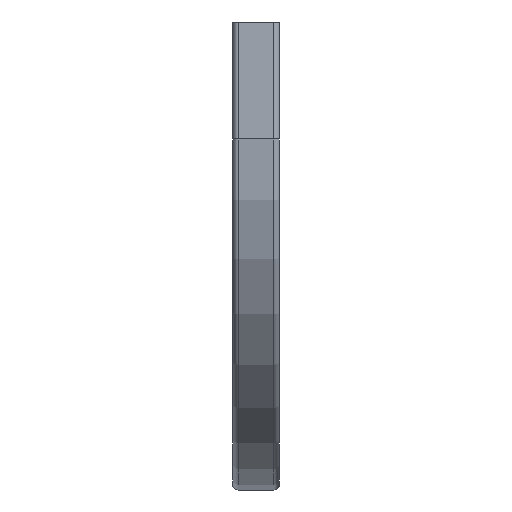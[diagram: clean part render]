
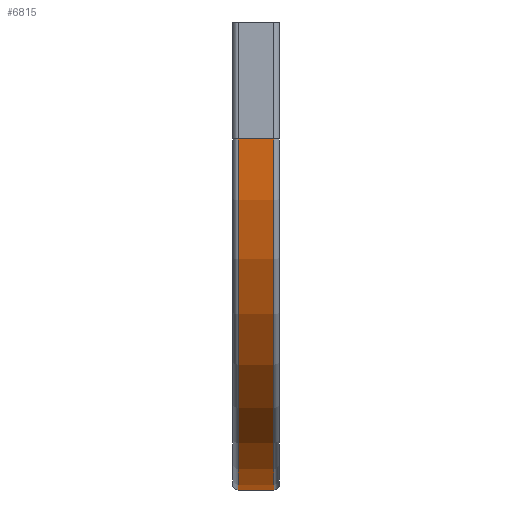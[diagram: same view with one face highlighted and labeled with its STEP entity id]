
A CAD part, left-side view. The second image highlights one B-rep face of the part: STEP entity #6815.
In plain terms, the highlighted cylindrical face has radius 450 mm (diameter 900 mm), a partial arc.
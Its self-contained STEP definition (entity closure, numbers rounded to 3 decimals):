
#205 = DIRECTION ( 'NONE',  ( 1., 0., 0. ) ) ;
#219 = DIRECTION ( 'NONE',  ( 0., 1., 0. ) ) ;
#232 = CARTESIAN_POINT ( 'NONE',  ( 315., 22.5, -150. ) ) ;
#625 = DIRECTION ( 'NONE',  ( 0., 1., 0. ) ) ;
#661 = CARTESIAN_POINT ( 'NONE',  ( -135., 6.791, -150. ) ) ;
#687 = CARTESIAN_POINT ( 'NONE',  ( 315., 6.791, -600. ) ) ;
#700 = DIRECTION ( 'NONE',  ( 0., 1., 0. ) ) ;
#830 = AXIS2_PLACEMENT_3D ( 'NONE', #232, #219, #205 ) ;
#1089 = ORIENTED_EDGE ( 'NONE', *, *, #6500, .T. ) ;
#1430 = AXIS2_PLACEMENT_3D ( 'NONE', #2017, #1998, #2038 ) ;
#1659 = EDGE_CURVE ( 'NONE', #4161, #3277, #7625, .T. ) ;
#1998 = DIRECTION ( 'NONE',  ( 0., 1., 0. ) ) ;
#2017 = CARTESIAN_POINT ( 'NONE',  ( 315., 0., -150. ) ) ;
#2038 = DIRECTION ( 'NONE',  ( 1., 0., 0. ) ) ;
#2070 = CYLINDRICAL_SURFACE ( 'NONE', #1430, 450. ) ;
#2197 = VECTOR ( 'NONE', #625, 1000. ) ;
#2352 = CARTESIAN_POINT ( 'NONE',  ( 315., 22.5, -600. ) ) ;
#2632 = DIRECTION ( 'NONE',  ( 0., 1., 0. ) ) ;
#2852 = DIRECTION ( 'NONE',  ( 1., 0., 0. ) ) ;
#3191 = CARTESIAN_POINT ( 'NONE',  ( -135., -22.5, -150. ) ) ;
#3277 = VERTEX_POINT ( 'NONE', #2352 ) ;
#4161 = VERTEX_POINT ( 'NONE', #4390 ) ;
#4210 = FACE_OUTER_BOUND ( 'NONE', #9520, .T. ) ;
#4390 = CARTESIAN_POINT ( 'NONE',  ( 315., -22.5, -600. ) ) ;
#5477 = LINE ( 'NONE', #661, #2197 ) ;
#5681 = ORIENTED_EDGE ( 'NONE', *, *, #7240, .T. ) ;
#5925 = ORIENTED_EDGE ( 'NONE', *, *, #1659, .F. ) ;
#6083 = CARTESIAN_POINT ( 'NONE',  ( 315., -22.5, -150. ) ) ;
#6500 = EDGE_CURVE ( 'NONE', #9683, #7066, #5477, .T. ) ;
#6815 = ADVANCED_FACE ( 'NONE', ( #4210 ), #2070, .T. ) ;
#7066 = VERTEX_POINT ( 'NONE', #8625 ) ;
#7240 = EDGE_CURVE ( 'NONE', #4161, #9683, #7318, .T. ) ;
#7318 = CIRCLE ( 'NONE', #8222, 450. ) ;
#7625 = LINE ( 'NONE', #687, #9588 ) ;
#8222 = AXIS2_PLACEMENT_3D ( 'NONE', #6083, #2632, #2852 ) ;
#8274 = CIRCLE ( 'NONE', #830, 450. ) ;
#8604 = ORIENTED_EDGE ( 'NONE', *, *, #8631, .F. ) ;
#8625 = CARTESIAN_POINT ( 'NONE',  ( -135., 22.5, -150. ) ) ;
#8631 = EDGE_CURVE ( 'NONE', #3277, #7066, #8274, .T. ) ;
#9520 = EDGE_LOOP ( 'NONE', ( #5925, #5681, #1089, #8604 ) ) ;
#9588 = VECTOR ( 'NONE', #700, 1000. ) ;
#9683 = VERTEX_POINT ( 'NONE', #3191 ) ;
